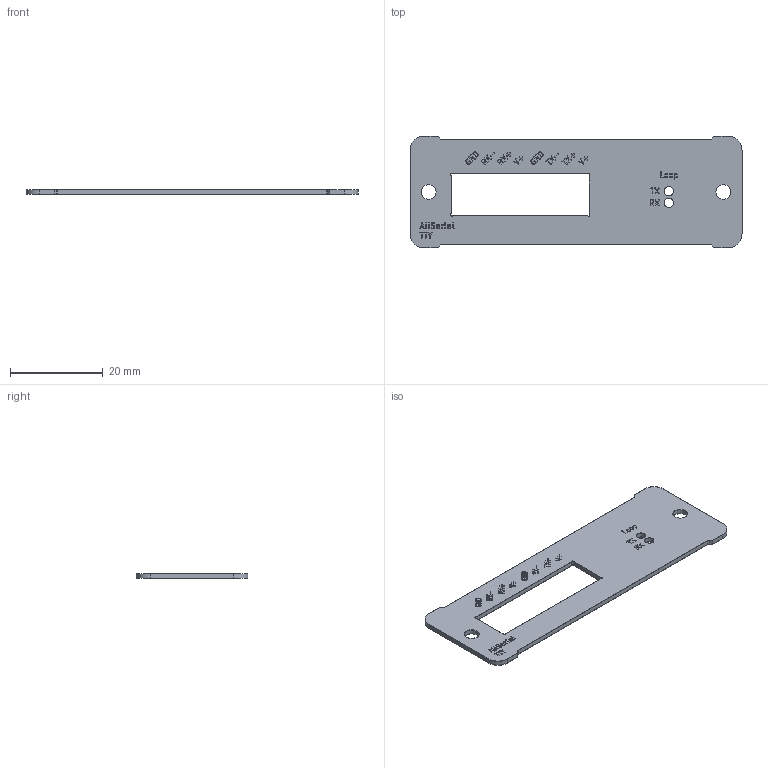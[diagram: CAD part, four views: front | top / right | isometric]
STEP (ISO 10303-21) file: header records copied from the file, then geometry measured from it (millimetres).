
FILE_DESCRIPTION(('KiCad electronic assembly'),'2;1');
FILE_NAME('AllSerial TTL_CL front.step','2025-07-08T22:12:11',('Pcbnew') ,('Kicad'),'Open CASCADE STEP processor 7.8','KiCad to STEP converter' ,'Unknown');
FILE_SCHEMA(('AUTOMOTIVE_DESIGN { 1 0 10303 214 1 1 1 1 }'));
Length unit declared in the file: millimetre
Products named in the file (5): AllSerial TTL_CL front 1; AllSerial TTL_CL front_copper; AllSerial TTL_CL front_silkscreen; AllSerial TTL_CL front_soldermask; AllSerial TTL_CL front_PCB
Assembly tree (4 placements, depth 2):
  AllSerial TTL_CL front 1
    AllSerial TTL_CL front_copper
    AllSerial TTL_CL front_silkscreen
    AllSerial TTL_CL front_soldermask
    AllSerial TTL_CL front_PCB
Bounding box: 71.5 x 24 x 1.12 mm (x, y, z)
Volume: 1333.7 mm3; surface area: 5565.3 mm2
Topology: 55 solids, 91 shells, 950 faces, 4097 edges, 3293 vertices
Faces by surface type: plane 725, cylinder 225
Full cylindrical faces by diameter (mm): 2 x2, 3.2 x2
Entity records: 43227 total; most frequent: CARTESIAN_POINT 8345, DIRECTION 6853, ORIENTED_EDGE 6509, EDGE_CURVE 4097, VERTEX_POINT 3293, LINE 3251, VECTOR 3251, AXIS2_PLACEMENT_3D 1801
